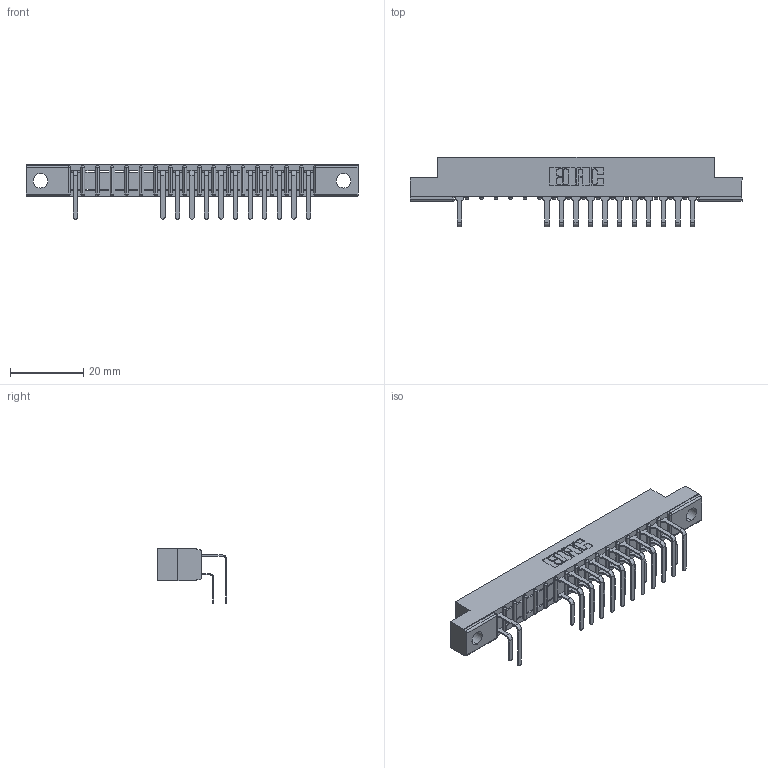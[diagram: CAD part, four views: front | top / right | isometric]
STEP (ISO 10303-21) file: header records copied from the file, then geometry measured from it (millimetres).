
FILE_DESCRIPTION (( 'STEP AP203' ), '1' );
FILE_NAME ('357-017-558-102.STEP', '2018-08-08T03:41:00', ( '' ), ( '' ), 'SwSTEP 2.0', 'SolidWorks 2016', '' );
FILE_SCHEMA (( 'CONFIG_CONTROL_DESIGN' ));
Length unit declared in the file: inch
Products named in the file (4): 307 Part_.128 Dia Mounting Holes; 307-290-001_558 559 - 1 (Single); 307-290-001_558 - 2 (Single); 357-017-558-102
Assembly tree (25 placements, depth 2):
  357-017-558-102
    307 Part_.128 Dia Mounting Holes
    307-290-001_558 559 - 1 (Single)  x12
    307-290-001_558 - 2 (Single)  x12
Bounding box: 90.37 x 18.96 x 14.81 mm (x, y, z)
Volume: 5801 mm3; surface area: 9666.4 mm2
Topology: 25 solids, 25 shells, 1436 faces, 4051 edges, 2618 vertices
Faces by surface type: plane 922, cylinder 478, sphere 36
Entity records: 19329 total; most frequent: CARTESIAN_POINT 3213, ORIENTED_EDGE 3190, DIRECTION 3147, EDGE_CURVE 1595, LINE 1211, VECTOR 1211, VERTEX_POINT 1034, AXIS2_PLACEMENT_3D 968
